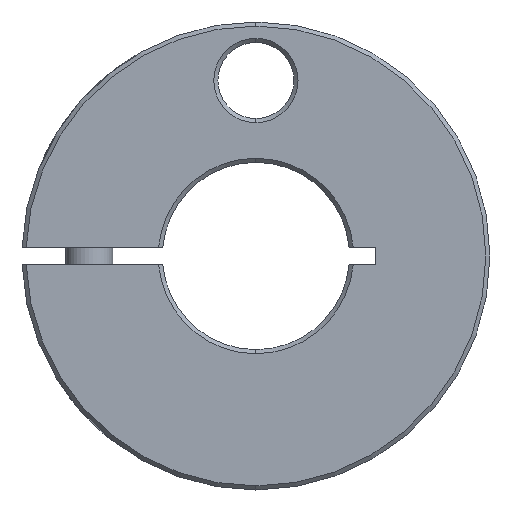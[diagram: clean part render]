
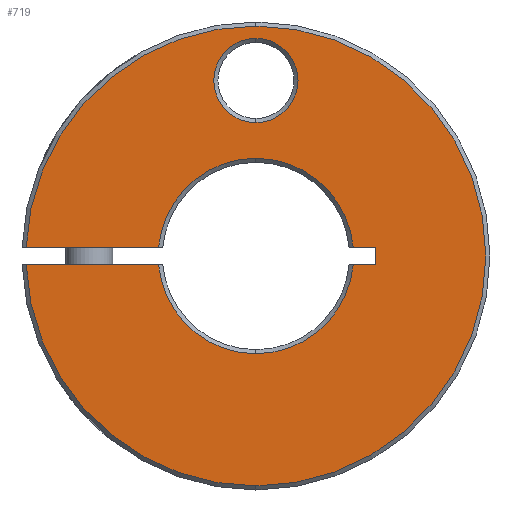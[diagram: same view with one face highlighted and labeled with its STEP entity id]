
A CAD part, front view. The second image highlights one B-rep face of the part: STEP entity #719.
In plain terms, the highlighted planar face has unit normal (0, -1, 0).
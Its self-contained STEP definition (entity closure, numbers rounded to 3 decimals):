
#453=VERTEX_POINT('',#1143);
#457=EDGE_CURVE('',#789,#753,#1147,.T.);
#459=EDGE_CURVE('',#453,#887,#1149,.T.);
#471=EDGE_CURVE('',#779,#861,#1163,.T.);
#481=EDGE_CURVE('',#753,#569,#1174,.T.);
#565=EDGE_CURVE('',#635,#951,#1269,.T.);
#569=VERTEX_POINT('',#1273);
#585=VERTEX_POINT('',#1289);
#631=EDGE_CURVE('',#831,#635,#1340,.T.);
#635=VERTEX_POINT('',#1344);
#673=VERTEX_POINT('',#1384);
#719=ADVANCED_FACE('',(#1434,#1435),#1436,.T.);
#741=VERTEX_POINT('',#1462);
#753=VERTEX_POINT('',#1475);
#765=EDGE_CURVE('',#779,#789,#1490,.T.);
#779=VERTEX_POINT('',#1509);
#785=EDGE_CURVE('',#569,#741,#1515,.T.);
#789=VERTEX_POINT('',#1519);
#791=EDGE_CURVE('',#873,#831,#1521,.T.);
#825=EDGE_CURVE('',#873,#453,#1559,.T.);
#831=VERTEX_POINT('',#1565);
#847=EDGE_CURVE('',#741,#887,#1583,.T.);
#861=VERTEX_POINT('',#1597);
#873=VERTEX_POINT('',#1611);
#887=VERTEX_POINT('',#1626);
#899=EDGE_CURVE('',#861,#951,#1639,.T.);
#907=EDGE_CURVE('',#585,#673,#1647,.T.);
#951=VERTEX_POINT('',#1696);
#979=EDGE_CURVE('',#673,#585,#1729,.T.);
#1143=CARTESIAN_POINT('',(0.,-20.,16.7));
#1147=CIRCLE('',#1956,39.3);
#1149=CIRCLE('',#1959,16.7);
#1163=CIRCLE('',#1977,16.7);
#1174=CIRCLE('',#1993,39.3);
#1269=LINE('',#2139,#2140);
#1273=CARTESIAN_POINT('',(0.,-20.,39.3));
#1289=CARTESIAN_POINT('',(0.,-20.,22.8));
#1340=LINE('',#2316,#2317);
#1344=CARTESIAN_POINT('',(20.5,-20.0,-1.5));
#1384=CARTESIAN_POINT('',(0.,-20.,37.2));
#1434=FACE_BOUND('',#2496,.T.);
#1435=FACE_OUTER_BOUND('',#2497,.T.);
#1436=PLANE('',#2498);
#1462=CARTESIAN_POINT('',(-39.271,-20.0,1.5));
#1475=CARTESIAN_POINT('',(0.,-20.,-39.3));
#1490=LINE('',#2588,#2589);
#1509=CARTESIAN_POINT('',(-16.632,-20.0,-1.5));
#1515=CIRCLE('',#2617,39.3);
#1519=CARTESIAN_POINT('',(-39.271,-20.0,-1.5));
#1521=LINE('',#2626,#2627);
#1559=CIRCLE('',#2690,16.7);
#1565=CARTESIAN_POINT('',(20.5,-20.0,1.5));
#1583=LINE('',#2762,#2763);
#1597=CARTESIAN_POINT('',(0.,-20.,-16.7));
#1611=CARTESIAN_POINT('',(16.632,-20.0,1.5));
#1626=CARTESIAN_POINT('',(-16.632,-20.0,1.5));
#1639=CIRCLE('',#2861,16.7);
#1647=CIRCLE('',#2871,7.2);
#1696=CARTESIAN_POINT('',(16.632,-20.0,-1.5));
#1729=CIRCLE('',#2983,7.2);
#1956=AXIS2_PLACEMENT_3D('',#3169,#3170,#3171);
#1959=AXIS2_PLACEMENT_3D('',#3172,#3173,#3174);
#1977=AXIS2_PLACEMENT_3D('',#3195,#3196,#3197);
#1993=AXIS2_PLACEMENT_3D('',#3208,#3209,#3210);
#2139=CARTESIAN_POINT('',(10.25,-20.,-1.5));
#2140=VECTOR('',#3333,1.0);
#2316=CARTESIAN_POINT('',(20.5,-20.,14.75));
#2317=VECTOR('',#3389,1.0);
#2496=EDGE_LOOP('',(#3469,#3470));
#2497=EDGE_LOOP('',(#3471,#3472,#3473,#3474,#3475,#3476,#3477,#3478,#3479,#3480,#3481,#3482));
#2498=AXIS2_PLACEMENT_3D('',#3483,#3484,#3485);
#2588=CARTESIAN_POINT('',(10.25,-20.,-1.5));
#2589=VECTOR('',#3560,1.0);
#2617=AXIS2_PLACEMENT_3D('',#3609,#3610,#3611);
#2626=CARTESIAN_POINT('',(-20.0,-20.,1.5));
#2627=VECTOR('',#3613,1.0);
#2690=AXIS2_PLACEMENT_3D('',#3653,#3654,#3655);
#2762=CARTESIAN_POINT('',(-20.0,-20.,1.5));
#2763=VECTOR('',#3674,1.0);
#2861=AXIS2_PLACEMENT_3D('',#3727,#3728,#3729);
#2871=AXIS2_PLACEMENT_3D('',#3733,#3734,#3735);
#2983=AXIS2_PLACEMENT_3D('',#3831,#3832,#3833);
#3169=CARTESIAN_POINT('',(0.,-20.,0.));
#3170=DIRECTION('',(0.,-1.0,0.));
#3171=DIRECTION('',(0.,0.,1.0));
#3172=CARTESIAN_POINT('',(0.,-20.,0.));
#3173=DIRECTION('',(0.,-1.0,0.));
#3174=DIRECTION('',(0.,0.,1.0));
#3195=CARTESIAN_POINT('',(0.,-20.,0.));
#3196=DIRECTION('',(0.,-1.0,0.));
#3197=DIRECTION('',(0.,0.,1.0));
#3208=CARTESIAN_POINT('',(0.,-20.,0.));
#3209=DIRECTION('',(0.,-1.0,0.));
#3210=DIRECTION('',(0.,0.,1.0));
#3333=DIRECTION('',(-1.0,0.,0.));
#3389=DIRECTION('',(0.,0.,-1.0));
#3469=ORIENTED_EDGE('',*,*,#979,.T.);
#3470=ORIENTED_EDGE('',*,*,#907,.T.);
#3471=ORIENTED_EDGE('',*,*,#791,.T.);
#3472=ORIENTED_EDGE('',*,*,#631,.T.);
#3473=ORIENTED_EDGE('',*,*,#565,.T.);
#3474=ORIENTED_EDGE('',*,*,#899,.F.);
#3475=ORIENTED_EDGE('',*,*,#471,.F.);
#3476=ORIENTED_EDGE('',*,*,#765,.T.);
#3477=ORIENTED_EDGE('',*,*,#457,.T.);
#3478=ORIENTED_EDGE('',*,*,#481,.T.);
#3479=ORIENTED_EDGE('',*,*,#785,.T.);
#3480=ORIENTED_EDGE('',*,*,#847,.T.);
#3481=ORIENTED_EDGE('',*,*,#459,.F.);
#3482=ORIENTED_EDGE('',*,*,#825,.F.);
#3483=CARTESIAN_POINT('',(0.,-20.,28.));
#3484=DIRECTION('',(0.,-1.0,0.));
#3485=DIRECTION('',(0.,0.,1.0));
#3560=DIRECTION('',(-1.0,0.,0.));
#3609=CARTESIAN_POINT('',(0.,-20.,0.));
#3610=DIRECTION('',(0.,-1.0,0.));
#3611=DIRECTION('',(0.,0.,1.0));
#3613=DIRECTION('',(1.0,0.,0.));
#3653=CARTESIAN_POINT('',(0.,-20.,0.));
#3654=DIRECTION('',(0.,-1.0,0.));
#3655=DIRECTION('',(0.,0.,1.0));
#3674=DIRECTION('',(1.0,0.,0.));
#3727=CARTESIAN_POINT('',(0.,-20.,0.));
#3728=DIRECTION('',(0.,-1.0,0.));
#3729=DIRECTION('',(0.,0.,1.0));
#3733=CARTESIAN_POINT('',(0.,-20.,30.));
#3734=DIRECTION('',(0.,1.0,0.));
#3735=DIRECTION('',(0.,0.,1.0));
#3831=CARTESIAN_POINT('',(0.,-20.,30.));
#3832=DIRECTION('',(0.,1.0,0.));
#3833=DIRECTION('',(0.,0.,1.0));
